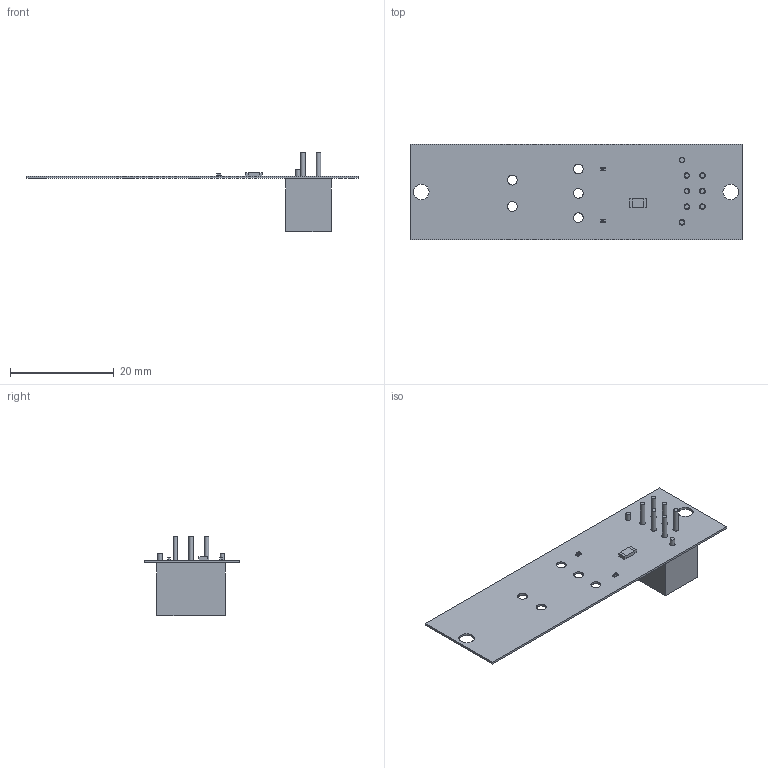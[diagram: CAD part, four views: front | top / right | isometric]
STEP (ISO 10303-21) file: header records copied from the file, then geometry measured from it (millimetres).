
FILE_DESCRIPTION(('Open CASCADE Model'),'2;1');
FILE_NAME('Open CASCADE Shape Model','2021-10-17T16:06:18',('Author'),( 'Open CASCADE'),'Open CASCADE STEP processor 6.8','Open CASCADE 6.8' ,'Unknown');
FILE_SCHEMA(('AUTOMOTIVE_DESIGN { 1 0 10303 214 1 1 1 1 }'));
Length unit declared in the file: millimetre
Products named in the file (1): PCB
Bounding box: 63.88 x 18.29 x 15.26 mm (x, y, z)
Volume: 1804.8 mm3; surface area: 3895.4 mm2
Topology: 83 solids, 83 shells, 473 faces, 873 edges, 574 vertices
Faces by surface type: plane 370, cylinder 95, sphere 8
Full cylindrical faces by diameter (mm): 0.87 x64, 1.07 x8, 1.88 x5, 2.997 x2
Entity records: 12090 total; most frequent: DIRECTION 2011, CARTESIAN_POINT 1921, ORIENTED_EDGE 1746, EDGE_CURVE 873, LINE 683, VECTOR 683, AXIS2_PLACEMENT_3D 664, VERTEX_POINT 574
